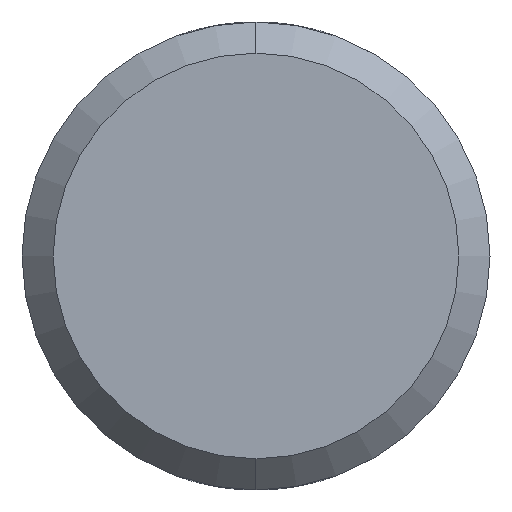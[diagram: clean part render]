
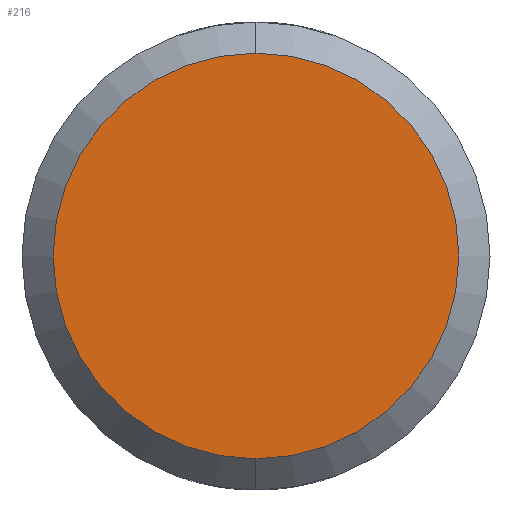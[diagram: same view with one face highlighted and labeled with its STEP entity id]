
A CAD part, left-side view. The second image highlights one B-rep face of the part: STEP entity #216.
In plain terms, the highlighted planar face has unit normal (-1, 0, 0).
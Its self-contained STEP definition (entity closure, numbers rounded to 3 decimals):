
#56 = DIRECTION ( 'NONE',  ( 0., 0., -1. ) ) ;
#89 = CARTESIAN_POINT ( 'NONE',  ( -110., 0., 6.5 ) ) ;
#91 = AXIS2_PLACEMENT_3D ( 'NONE', #503, #563, #56 ) ;
#96 = FACE_OUTER_BOUND ( 'NONE', #483, .T. ) ;
#109 = VERTEX_POINT ( 'NONE', #89 ) ;
#126 = ORIENTED_EDGE ( 'NONE', *, *, #514, .T. ) ;
#216 = ADVANCED_FACE ( 'NONE', ( #96 ), #500, .F. ) ;
#260 = DIRECTION ( 'NONE',  ( 0., 0., -1. ) ) ;
#273 = AXIS2_PLACEMENT_3D ( 'NONE', #468, #360, #260 ) ;
#298 = CARTESIAN_POINT ( 'NONE',  ( -110., 0., 0. ) ) ;
#309 = DIRECTION ( 'NONE',  ( 1., 0., 0. ) ) ;
#314 = VERTEX_POINT ( 'NONE', #561 ) ;
#346 = AXIS2_PLACEMENT_3D ( 'NONE', #298, #309, #494 ) ;
#360 = DIRECTION ( 'NONE',  ( -1., 0., 0. ) ) ;
#375 = CIRCLE ( 'NONE', #91, 6.5 ) ;
#468 = CARTESIAN_POINT ( 'NONE',  ( -110., 0., 0. ) ) ;
#483 = EDGE_LOOP ( 'NONE', ( #126, #562 ) ) ;
#494 = DIRECTION ( 'NONE',  ( 0., 0., -1. ) ) ;
#500 = PLANE ( 'NONE',  #346 ) ;
#503 = CARTESIAN_POINT ( 'NONE',  ( -110., 0., 0. ) ) ;
#514 = EDGE_CURVE ( 'NONE', #314, #109, #375, .T. ) ;
#551 = EDGE_CURVE ( 'NONE', #109, #314, #587, .T. ) ;
#561 = CARTESIAN_POINT ( 'NONE',  ( -110., 0., -6.5 ) ) ;
#562 = ORIENTED_EDGE ( 'NONE', *, *, #551, .T. ) ;
#563 = DIRECTION ( 'NONE',  ( -1., 0., 0. ) ) ;
#587 = CIRCLE ( 'NONE', #273, 6.5 ) ;
